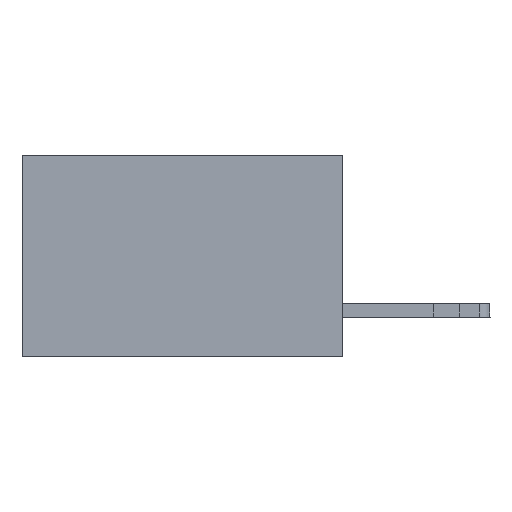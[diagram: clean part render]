
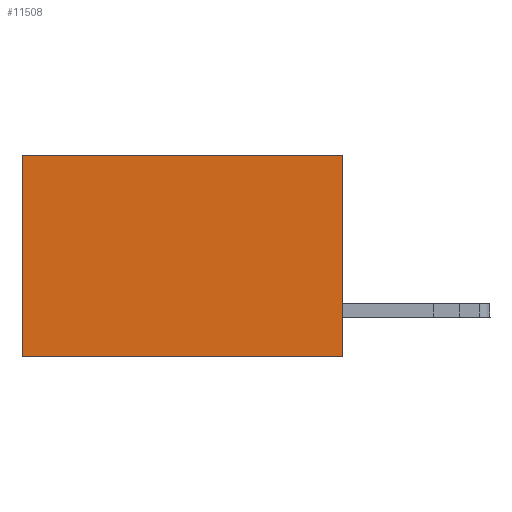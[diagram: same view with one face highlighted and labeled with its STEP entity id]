
A CAD part, left-side view. The second image highlights one B-rep face of the part: STEP entity #11508.
In plain terms, the highlighted planar face has unit normal (-1, 0, 0).
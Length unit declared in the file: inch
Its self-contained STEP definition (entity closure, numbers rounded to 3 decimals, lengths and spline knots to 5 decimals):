
#96 = VERTEX_POINT ( 'NONE', #6541 ) ;
#1086 = VERTEX_POINT ( 'NONE', #18349 ) ;
#1305 = EDGE_CURVE ( 'NONE', #27838, #13431, #12237, .T. ) ;
#1380 = ORIENTED_EDGE ( 'NONE', *, *, #24709, .T. ) ;
#1572 = DIRECTION ( 'NONE',  ( 0., 1., 0. ) ) ;
#3615 = DIRECTION ( 'NONE',  ( 0., 0., -1. ) ) ;
#4239 = ORIENTED_EDGE ( 'NONE', *, *, #1305, .F. ) ;
#4499 = EDGE_CURVE ( 'NONE', #96, #1086, #12988, .T. ) ;
#5122 = DIRECTION ( 'NONE',  ( 0., 0., -1. ) ) ;
#6112 = VECTOR ( 'NONE', #28813, 39.37008 ) ;
#6334 = LINE ( 'NONE', #19879, #8333 ) ;
#6541 = CARTESIAN_POINT ( 'NONE',  ( 0.277, 0., 0. ) ) ;
#7694 = CARTESIAN_POINT ( 'NONE',  ( 0.277, 0., -0.37 ) ) ;
#7831 = CARTESIAN_POINT ( 'NONE',  ( 0.277, 0., -0.37 ) ) ;
#8333 = VECTOR ( 'NONE', #3615, 39.37008 ) ;
#9980 = FACE_OUTER_BOUND ( 'NONE', #14614, .T. ) ;
#11132 = CARTESIAN_POINT ( 'NONE',  ( 0.277, 0., 0. ) ) ;
#11285 = CARTESIAN_POINT ( 'NONE',  ( 0.277, 0.59, -0.37 ) ) ;
#11394 = VECTOR ( 'NONE', #19178, 39.37008 ) ;
#11508 = ADVANCED_FACE ( 'NONE', ( #9980 ), #16546, .F. ) ;
#12237 = LINE ( 'NONE', #7831, #6112 ) ;
#12988 = LINE ( 'NONE', #11132, #21330 ) ;
#13431 = VERTEX_POINT ( 'NONE', #11285 ) ;
#14614 = EDGE_LOOP ( 'NONE', ( #1380, #4239, #16815, #27092 ) ) ;
#16546 = PLANE ( 'NONE',  #25823 ) ;
#16815 = ORIENTED_EDGE ( 'NONE', *, *, #23031, .F. ) ;
#16993 = DIRECTION ( 'NONE',  ( 1., 0., 0. ) ) ;
#17504 = LINE ( 'NONE', #23902, #11394 ) ;
#18349 = CARTESIAN_POINT ( 'NONE',  ( 0.277, 0.59, 0. ) ) ;
#19178 = DIRECTION ( 'NONE',  ( 0., 0., -1. ) ) ;
#19879 = CARTESIAN_POINT ( 'NONE',  ( 0.277, 0., -0.37 ) ) ;
#21330 = VECTOR ( 'NONE', #1572, 39.37008 ) ;
#23031 = EDGE_CURVE ( 'NONE', #96, #27838, #6334, .T. ) ;
#23411 = CARTESIAN_POINT ( 'NONE',  ( 0.277, 0., -0.37 ) ) ;
#23902 = CARTESIAN_POINT ( 'NONE',  ( 0.277, 0.59, -0.37 ) ) ;
#24709 = EDGE_CURVE ( 'NONE', #1086, #13431, #17504, .T. ) ;
#25823 = AXIS2_PLACEMENT_3D ( 'NONE', #7694, #16993, #5122 ) ;
#27092 = ORIENTED_EDGE ( 'NONE', *, *, #4499, .T. ) ;
#27838 = VERTEX_POINT ( 'NONE', #23411 ) ;
#28813 = DIRECTION ( 'NONE',  ( 0., 1., 0. ) ) ;
